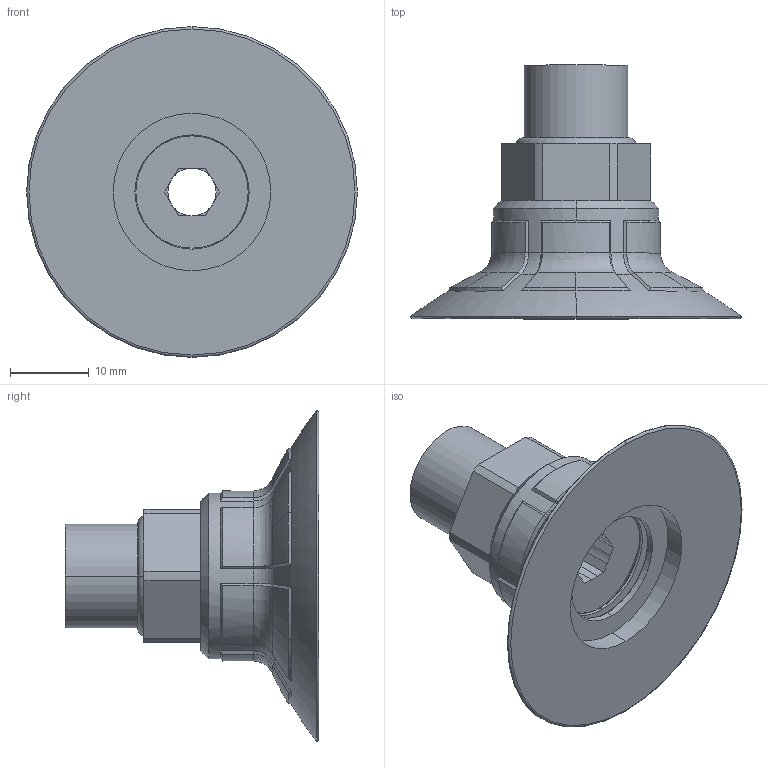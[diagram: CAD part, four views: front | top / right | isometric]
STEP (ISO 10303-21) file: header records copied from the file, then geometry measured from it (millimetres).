
FILE_DESCRIPTION (( 'STEP AP203' ), '1' );
FILE_NAME ('10.01.01.13246.step', '2021-04-14T12:43:21', ( '' ), ( '' ), 'SwSTEP 2.0', 'SolidWorks 2021', '' );
FILE_SCHEMA (( 'CONFIG_CONTROL_DESIGN' ));
Length unit declared in the file: millimetre
Products named in the file (1): 10.01.01.13246
Bounding box: 42 x 32.2 x 42 mm (x, y, z)
Volume: 10110.4 mm3; surface area: 7684.9 mm2
Topology: 4 solids, 4 shells, 205 faces, 491 edges, 298 vertices
Faces by surface type: plane 66, cylinder 41, torus 38, cone 36, bspline 24
Entity records: 6409 total; most frequent: CARTESIAN_POINT 1730, ORIENTED_EDGE 982, DIRECTION 933, EDGE_CURVE 491, AXIS2_PLACEMENT_3D 380, VERTEX_POINT 298, EDGE_LOOP 217, FACE_OUTER_BOUND 205
